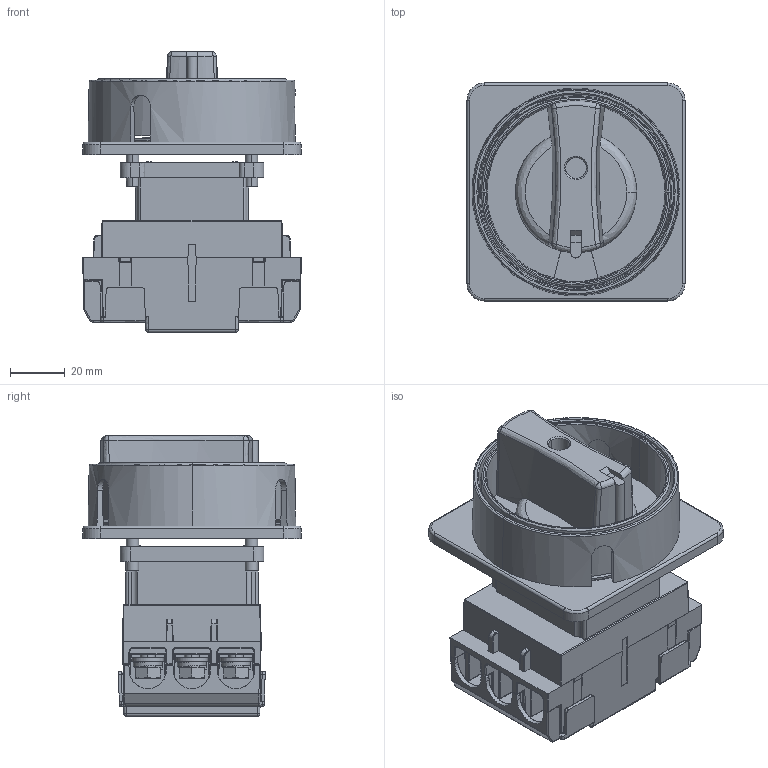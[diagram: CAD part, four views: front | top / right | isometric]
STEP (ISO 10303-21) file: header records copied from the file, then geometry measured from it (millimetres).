
FILE_DESCRIPTION(('FreeCAD Model'),'2;1');
FILE_NAME('Open CASCADE Shape Model','2025-05-09T11:06:14',('FreeCAD'),( 'FreeCAD'),'Open CASCADE STEP processor 7.6','FreeCAD','Unknown');
FILE_SCHEMA(('AUTOMOTIVE_DESIGN { 1 0 10303 214 1 1 1 1 }'));
Products named in the file (1): Open CASCADE STEP translator 7.6 1
Bounding box: 79.92 x 79.73 x 102.6 mm (x, y, z)
Volume: 256836.7 mm3; surface area: 108409.8 mm2
Topology: 33 solids, 38 shells, 2593 faces, 6683 edges, 4231 vertices
Faces by surface type: bspline 2593
Entity records: 80792 total; most frequent: CARTESIAN_POINT 41818, ORIENTED_EDGE 13350, EDGE_CURVE 6675, B_SPLINE_CURVE_WITH_KNOTS 4993, VERTEX_POINT 4231, FACE_BOUND 2718, EDGE_LOOP 2718, ADVANCED_FACE 2593
